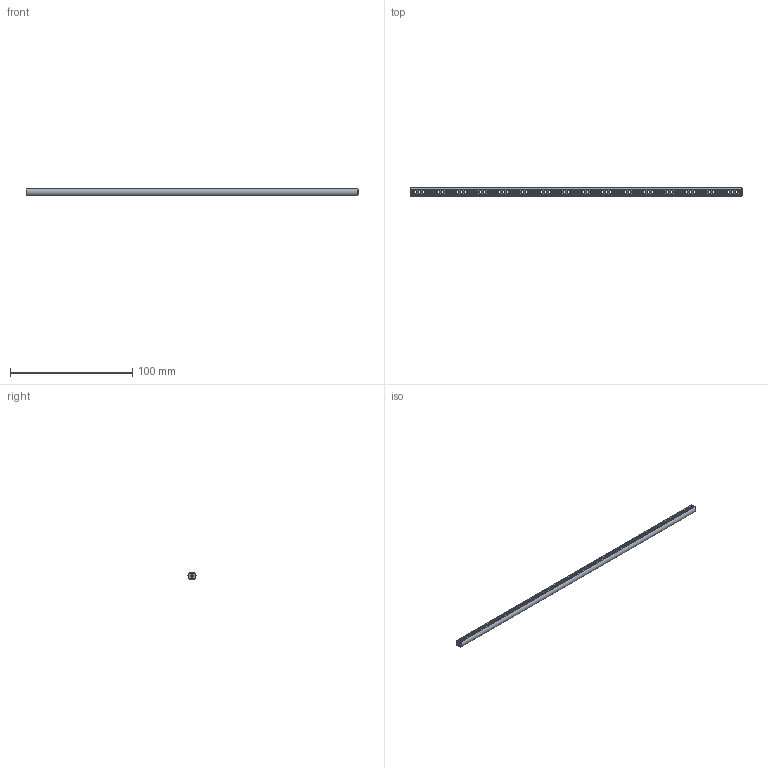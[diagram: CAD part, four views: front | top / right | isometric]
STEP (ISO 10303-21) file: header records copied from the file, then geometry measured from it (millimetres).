
FILE_DESCRIPTION(('FreeCAD Model'),'2;1');
FILE_NAME('Open CASCADE Shape Model','2024-06-18T15:50:13',(''),(''), 'Open CASCADE STEP processor 7.6','FreeCAD','Unknown');
FILE_SCHEMA(('AUTOMOTIVE_DESIGN { 1 0 10303 214 1 1 1 1 }'));
Length unit declared in the file: millimetre
Products named in the file (1): Shaft IDX BU21.75 - SPN-SFT-0207 (stemfie.org)
Bounding box: 271.88 x 6.6 x 5 mm (x, y, z)
Volume: 6205.6 mm3; surface area: 7804.8 mm2
Topology: 1 solids, 1 shells, 893 faces, 2761 edges, 1722 vertices
Faces by surface type: plane 309, cylinder 264, cone 178, extrusion 142
Full cylindrical faces by diameter (mm): 2 x262
Entity records: 31703 total; most frequent: CARTESIAN_POINT 6229, ORIENTED_EDGE 5522, DIRECTION 5193, EDGE_CURVE 2761, AXIS2_PLACEMENT_3D 1822, VERTEX_POINT 1722, VECTOR 1549, LINE 1407
